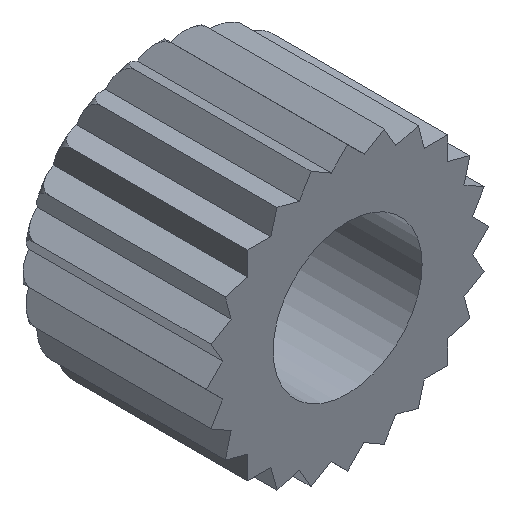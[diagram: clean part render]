
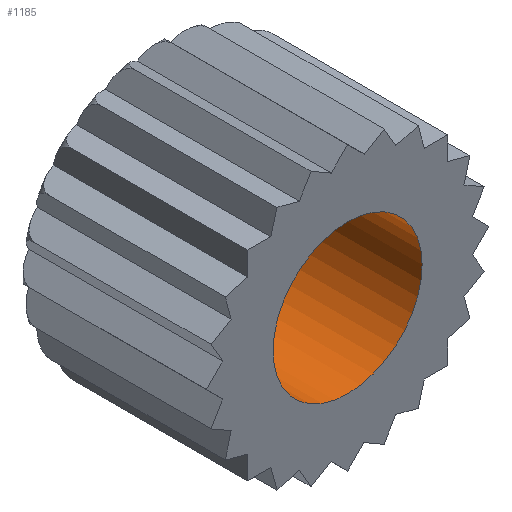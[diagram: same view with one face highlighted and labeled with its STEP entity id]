
A CAD part, isometric view. The second image highlights one B-rep face of the part: STEP entity #1185.
In plain terms, the highlighted cylindrical face has radius 1.5 mm (diameter 3 mm), a full revolution.
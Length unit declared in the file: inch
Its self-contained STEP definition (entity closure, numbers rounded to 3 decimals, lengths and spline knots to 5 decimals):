
#63=CYLINDRICAL_SURFACE($,#1241,0.05906);
#403=FACE_BOUND($,#489,.T.);
#408=CIRCLE($,#1242,0.05906);
#409=CIRCLE($,#1243,0.05906);
#436=FACE_OUTER_BOUND($,#488,.T.);
#488=EDGE_LOOP($,(#957));
#489=EDGE_LOOP($,(#958));
#641=VERTEX_POINT($,#2162);
#642=VERTEX_POINT($,#2164);
#764=EDGE_CURVE($,#641,#641,#408,.T.);
#765=EDGE_CURVE($,#642,#642,#409,.T.);
#957=ORIENTED_EDGE($,*,*,#764,.F.);
#958=ORIENTED_EDGE($,*,*,#765,.F.);
#1185=ADVANCED_FACE($,(#436,#403),#63,.F.);
#1241=AXIS2_PLACEMENT_3D($,#2161,#1375,#1376);
#1242=AXIS2_PLACEMENT_3D($,#2163,#1377,#1378);
#1243=AXIS2_PLACEMENT_3D($,#2165,#1379,#1380);
#1375=DIRECTION('center_axis',(0.,1.,0.));
#1376=DIRECTION('ref_axis',(1.,0.,0.));
#1377=DIRECTION('center_axis',(0.,-1.,0.));
#1378=DIRECTION('ref_axis',(1.,0.,0.));
#1379=DIRECTION('center_axis',(0.,1.,0.));
#1380=DIRECTION('ref_axis',(1.,0.,0.));
#2161=CARTESIAN_POINT('Origin',(0.,0.,0.));
#2162=CARTESIAN_POINT('',(-0.05906,0.154,0.));
#2163=CARTESIAN_POINT('Origin',(0.,0.154,0.));
#2164=CARTESIAN_POINT('',(-0.05906,0.,0.));
#2165=CARTESIAN_POINT('Origin',(0.,0.,0.));
